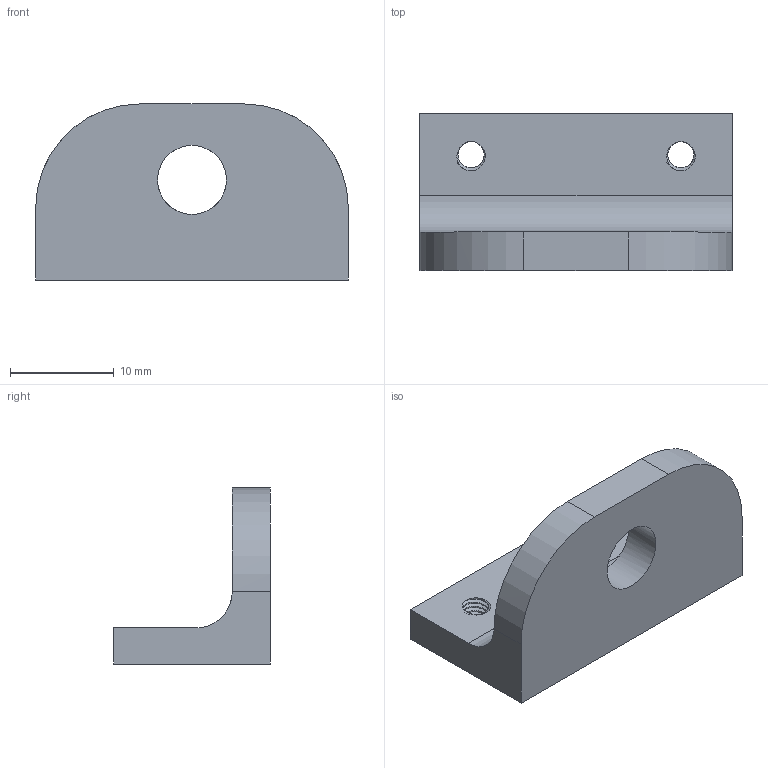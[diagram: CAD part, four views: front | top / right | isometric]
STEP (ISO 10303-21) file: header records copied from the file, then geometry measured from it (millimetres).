
FILE_DESCRIPTION(/* description */ (''),/* implementation_level */ '2;1');
FILE_NAME(/* name */ 'HeadPlateHolder_8_7_2023 v1.step',/* time_stamp */ '2023-08-07T10:19:08-04:00',/* author */ (''),/* organization */ (''),/* preprocessor_version */ 'ST-DEVELOPER v19.2',/* originating_system */ 'Autodesk Translation Framework v12.6.0.85',/* authorisation */ '');
FILE_SCHEMA (('AUTOMOTIVE_DESIGN { 1 0 10303 214 3 1 1 }'));
Length unit declared in the file: centimetre
Products named in the file (1): HeadPlateHolder_8_7_2023
Bounding box: 30.08 x 15.11 x 16.94 mm (x, y, z)
Volume: 2821.2 mm3; surface area: 2058 mm2
Topology: 1 solids, 1 shells, 48 faces, 141 edges, 94 vertices
Faces by surface type: cylinder 36, plane 8, bspline 4
Full cylindrical faces by diameter (mm): 2.529 x4, 3.086 x4, 6.642 x1
Entity records: 3518 total; most frequent: CARTESIAN_POINT 2337, ORIENTED_EDGE 282, DIRECTION 173, EDGE_CURVE 141, VERTEX_POINT 94, B_SPLINE_CURVE_WITH_KNOTS 75, AXIS2_PLACEMENT_3D 62, EDGE_LOOP 53
